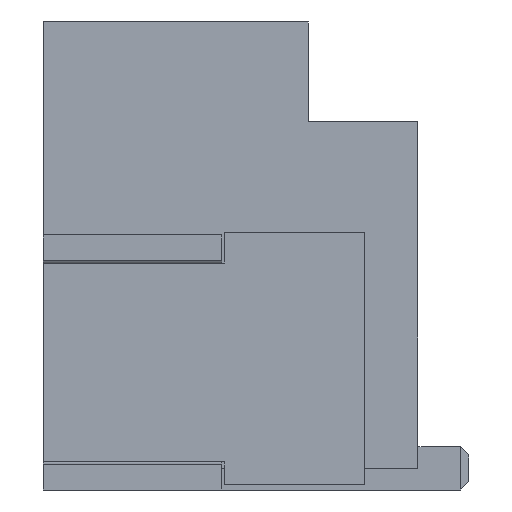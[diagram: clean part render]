
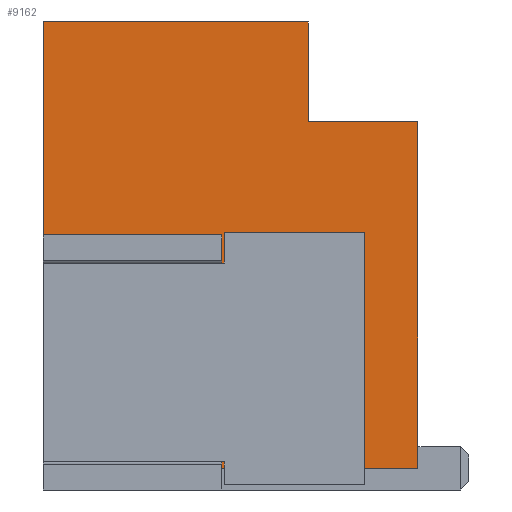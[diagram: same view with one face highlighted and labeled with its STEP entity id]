
A CAD part, left-side view. The second image highlights one B-rep face of the part: STEP entity #9162.
In plain terms, the highlighted planar face has unit normal (-1, 0, 0).
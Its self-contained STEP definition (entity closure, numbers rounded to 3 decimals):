
#736=ORIENTED_EDGE('',*,*,#3350,.F.);
#737=ORIENTED_EDGE('',*,*,#3235,.F.);
#738=ORIENTED_EDGE('',*,*,#3284,.F.);
#739=ORIENTED_EDGE('',*,*,#3343,.T.);
#740=ORIENTED_EDGE('',*,*,#3351,.T.);
#741=ORIENTED_EDGE('',*,*,#3273,.T.);
#742=ORIENTED_EDGE('',*,*,#3255,.T.);
#743=ORIENTED_EDGE('',*,*,#3237,.F.);
#744=ORIENTED_EDGE('',*,*,#3352,.T.);
#745=ORIENTED_EDGE('',*,*,#3353,.T.);
#3235=EDGE_CURVE('',#4566,#4567,#5438,.T.);
#3237=EDGE_CURVE('',#4568,#4569,#5440,.T.);
#3255=EDGE_CURVE('',#4585,#4569,#5458,.T.);
#3273=EDGE_CURVE('',#4602,#4585,#5476,.T.);
#3284=EDGE_CURVE('',#4612,#4566,#5487,.T.);
#3343=EDGE_CURVE('',#4612,#4653,#5546,.T.);
#3350=EDGE_CURVE('',#4567,#4657,#5553,.T.);
#3351=EDGE_CURVE('',#4653,#4602,#5554,.T.);
#3352=EDGE_CURVE('',#4568,#4658,#5555,.T.);
#3353=EDGE_CURVE('',#4658,#4657,#5556,.T.);
#4566=VERTEX_POINT('',#16392);
#4567=VERTEX_POINT('',#16394);
#4568=VERTEX_POINT('',#16396);
#4569=VERTEX_POINT('',#16398);
#4585=VERTEX_POINT('',#16435);
#4602=VERTEX_POINT('',#16473);
#4612=VERTEX_POINT('',#16494);
#4653=VERTEX_POINT('',#16597);
#4657=VERTEX_POINT('',#16612);
#4658=VERTEX_POINT('',#16615);
#5438=LINE('',#16393,#6503);
#5440=LINE('',#16397,#6505);
#5458=LINE('',#16434,#6523);
#5476=LINE('',#16472,#6541);
#5487=LINE('',#16495,#6552);
#5546=LINE('',#16598,#6611);
#5553=LINE('',#16611,#6618);
#5554=LINE('',#16613,#6619);
#5555=LINE('',#16614,#6620);
#5556=LINE('',#16616,#6621);
#6503=VECTOR('',#14174,1000.);
#6505=VECTOR('',#14176,1000.);
#6523=VECTOR('',#14200,1000.);
#6541=VECTOR('',#14224,1000.);
#6552=VECTOR('',#14237,1000.);
#6611=VECTOR('',#14302,1000.);
#6618=VECTOR('',#14315,1000.);
#6619=VECTOR('',#14316,1000.);
#6620=VECTOR('',#14317,1000.);
#6621=VECTOR('',#14318,1000.);
#7484=EDGE_LOOP('',(#736,#737,#738,#739,#740,#741,#742,#743,#744,#745));
#8071=FACE_BOUND('',#7484,.T.);
#8650=PLANE('',#13474);
#9162=ADVANCED_FACE('',(#8071),#8650,.T.);
#13474=AXIS2_PLACEMENT_3D('',#16610,#14313,#14314);
#14174=DIRECTION('',(0.,1.,0.));
#14176=DIRECTION('',(0.,1.,0.));
#14200=DIRECTION('',(0.,0.,-1.));
#14224=DIRECTION('',(0.,1.,0.));
#14237=DIRECTION('',(0.,0.,-1.));
#14302=DIRECTION('',(0.,1.,0.));
#14313=DIRECTION('',(-1.,0.,0.));
#14314=DIRECTION('',(0.,-1.,0.));
#14315=DIRECTION('',(0.,0.,1.));
#14316=DIRECTION('',(0.,0.,1.));
#14317=DIRECTION('',(0.,0.,1.));
#14318=DIRECTION('',(0.,-1.,0.));
#16392=CARTESIAN_POINT('',(-10.451,-1.384,0.216));
#16393=CARTESIAN_POINT('',(-10.451,-1.384,0.216));
#16394=CARTESIAN_POINT('',(-10.451,-0.851,0.216));
#16396=CARTESIAN_POINT('',(-10.451,0.546,0.216));
#16397=CARTESIAN_POINT('',(-10.451,-1.384,0.216));
#16398=CARTESIAN_POINT('',(-10.451,2.349,0.216));
#16434=CARTESIAN_POINT('',(-10.451,2.349,1.588));
#16435=CARTESIAN_POINT('',(-10.451,2.349,4.661));
#16472=CARTESIAN_POINT('',(-10.451,-1.384,4.661));
#16473=CARTESIAN_POINT('',(-10.451,-0.292,4.661));
#16494=CARTESIAN_POINT('',(-10.451,-1.384,3.67));
#16495=CARTESIAN_POINT('',(-10.451,-1.384,1.588));
#16597=CARTESIAN_POINT('',(-10.451,-0.292,3.67));
#16598=CARTESIAN_POINT('',(-10.451,-1.384,3.67));
#16610=CARTESIAN_POINT('',(-10.451,-1.384,1.588));
#16611=CARTESIAN_POINT('',(-10.451,-0.851,0.055));
#16612=CARTESIAN_POINT('',(-10.451,-0.851,2.569));
#16613=CARTESIAN_POINT('',(-10.451,-0.292,3.67));
#16614=CARTESIAN_POINT('',(-10.451,0.546,0.055));
#16615=CARTESIAN_POINT('',(-10.451,0.546,2.569));
#16616=CARTESIAN_POINT('',(-10.451,0.546,2.569));
